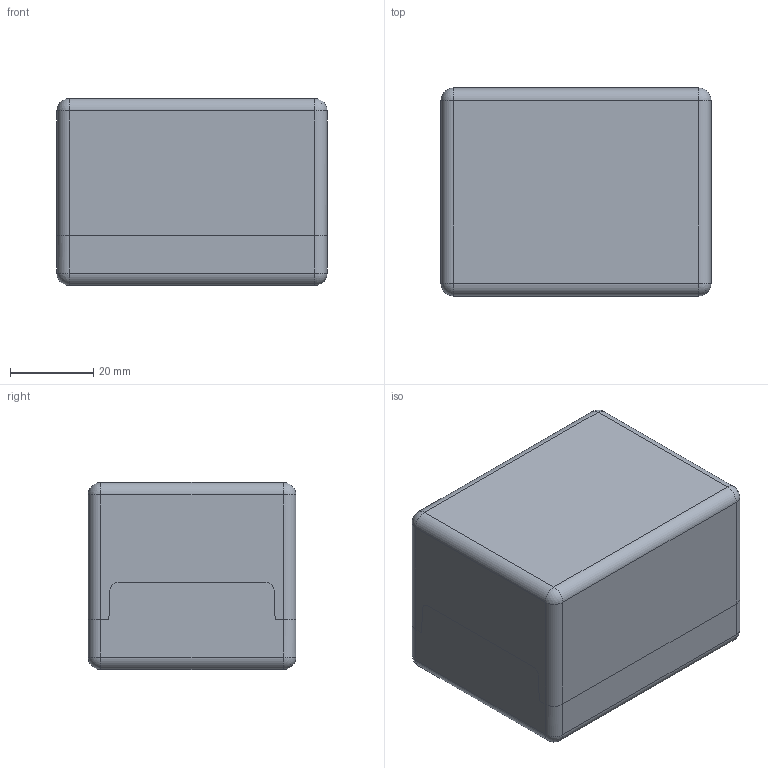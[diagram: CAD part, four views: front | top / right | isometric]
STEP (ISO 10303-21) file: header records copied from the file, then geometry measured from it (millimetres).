
FILE_DESCRIPTION((''),'2;1');
FILE_NAME('0501100200-MBPO_655045.stp','2016-01-19T15:35:18',('robin.rentz'),(''),'Autodesk Inventor 2012','Autodesk Inventor 2012','');
FILE_SCHEMA(('AUTOMOTIVE_DESIGN { 1 2 10303 214 0 1 1 1 }'));
Length unit declared in the file: millimetre
Products named in the file (3): 0501100200-MBPO_655045; 0501101002-UT_655030-45; 0501100221-OT_655045
Assembly tree (2 placements, depth 2):
  0501100200-MBPO_655045
    0501101002-UT_655030-45
    0501100221-OT_655045
Bounding box: 65 x 50 x 45 mm (x, y, z)
Volume: 47373.2 mm3; surface area: 36639.5 mm2
Topology: 2 solids, 2 shells, 244 faces, 532 edges, 318 vertices
Faces by surface type: plane 144, cylinder 60, cone 32, sphere 8
Full cylindrical faces by diameter (mm): 2.7 x8, 3 x4, 6 x12, 8.9 x4
Entity records: 6429 total; most frequent: DIRECTION 1146, CARTESIAN_POINT 1057, ORIENTED_EDGE 992, EDGE_CURVE 496, AXIS2_PLACEMENT_3D 401, VECTOR 344, LINE 344, VERTEX_POINT 312
